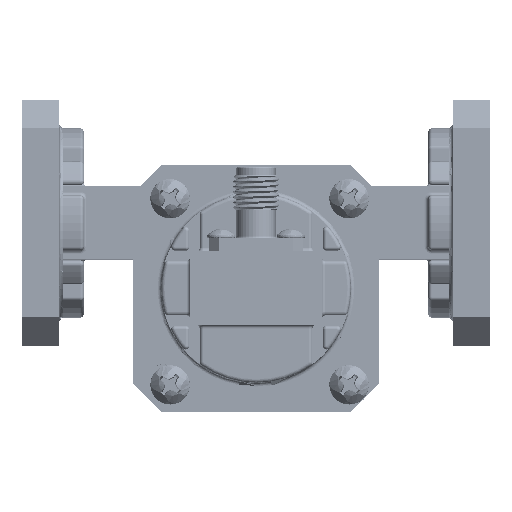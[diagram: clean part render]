
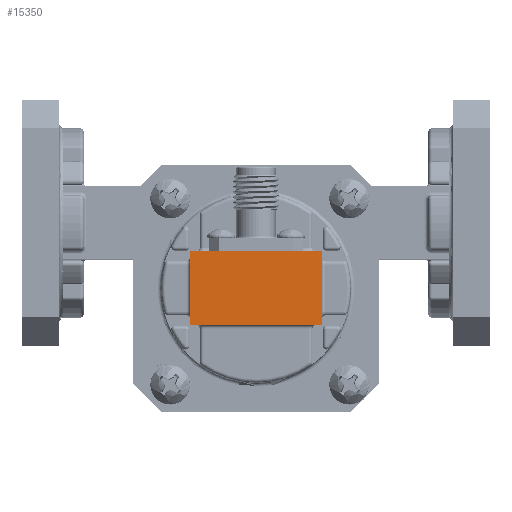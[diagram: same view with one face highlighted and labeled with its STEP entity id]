
A CAD part, top view. The second image highlights one B-rep face of the part: STEP entity #15350.
In plain terms, the highlighted face is planar.
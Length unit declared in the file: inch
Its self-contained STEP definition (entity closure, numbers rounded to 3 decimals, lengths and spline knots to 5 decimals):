
#4220 = LINE ( 'NONE', #18968, #58735 ) ;
#5505 = DIRECTION ( 'NONE',  ( 0., 0., 1. ) ) ;
#8400 = CARTESIAN_POINT ( 'NONE',  ( -0.351, -0.1955, -0.5 ) ) ;
#9827 = VERTEX_POINT ( 'NONE', #18132 ) ;
#15350 = ADVANCED_FACE ( 'NONE', ( #30840 ), #58347, .F. ) ;
#18088 = LINE ( 'NONE', #55914, #49460 ) ;
#18132 = CARTESIAN_POINT ( 'NONE',  ( 0.351, -0.1955, -0.5 ) ) ;
#18968 = CARTESIAN_POINT ( 'NONE',  ( -0.351, -0.1955, -0.5 ) ) ;
#20045 = ORIENTED_EDGE ( 'NONE', *, *, #44349, .F. ) ;
#20668 = VECTOR ( 'NONE', #23700, 39.37008 ) ;
#22590 = VECTOR ( 'NONE', #30833, 39.37008 ) ;
#23700 = DIRECTION ( 'NONE',  ( 0., 1., 0. ) ) ;
#24658 = AXIS2_PLACEMENT_3D ( 'NONE', #47153, #5505, #58128 ) ;
#28693 = EDGE_CURVE ( 'NONE', #64416, #52769, #30863, .T. ) ;
#29617 = DIRECTION ( 'NONE',  ( 0., -1., 0. ) ) ;
#30833 = DIRECTION ( 'NONE',  ( -1., 0., 0. ) ) ;
#30840 = FACE_OUTER_BOUND ( 'NONE', #41405, .T. ) ;
#30863 = LINE ( 'NONE', #31721, #22590 ) ;
#31284 = ORIENTED_EDGE ( 'NONE', *, *, #52055, .F. ) ;
#31721 = CARTESIAN_POINT ( 'NONE',  ( -0.351, 0.1955, -0.5 ) ) ;
#34523 = CARTESIAN_POINT ( 'NONE',  ( 0.351, -0.1955, -0.5 ) ) ;
#36766 = CARTESIAN_POINT ( 'NONE',  ( 0.351, 0.1955, -0.5 ) ) ;
#38016 = LINE ( 'NONE', #34523, #20668 ) ;
#41405 = EDGE_LOOP ( 'NONE', ( #31284, #43943, #62573, #20045 ) ) ;
#43943 = ORIENTED_EDGE ( 'NONE', *, *, #59909, .F. ) ;
#44349 = EDGE_CURVE ( 'NONE', #9827, #64416, #38016, .T. ) ;
#47115 = VERTEX_POINT ( 'NONE', #8400 ) ;
#47153 = CARTESIAN_POINT ( 'NONE',  ( 0., 0., -0.5 ) ) ;
#48031 = CARTESIAN_POINT ( 'NONE',  ( -0.351, 0.1955, -0.5 ) ) ;
#49460 = VECTOR ( 'NONE', #29617, 39.37008 ) ;
#52055 = EDGE_CURVE ( 'NONE', #47115, #9827, #4220, .T. ) ;
#52769 = VERTEX_POINT ( 'NONE', #48031 ) ;
#55914 = CARTESIAN_POINT ( 'NONE',  ( -0.351, -0.1955, -0.5 ) ) ;
#58128 = DIRECTION ( 'NONE',  ( 1., 0., 0. ) ) ;
#58347 = PLANE ( 'NONE',  #24658 ) ;
#58735 = VECTOR ( 'NONE', #61086, 39.37008 ) ;
#59909 = EDGE_CURVE ( 'NONE', #52769, #47115, #18088, .T. ) ;
#61086 = DIRECTION ( 'NONE',  ( 1., 0., 0. ) ) ;
#62573 = ORIENTED_EDGE ( 'NONE', *, *, #28693, .F. ) ;
#64416 = VERTEX_POINT ( 'NONE', #36766 ) ;
